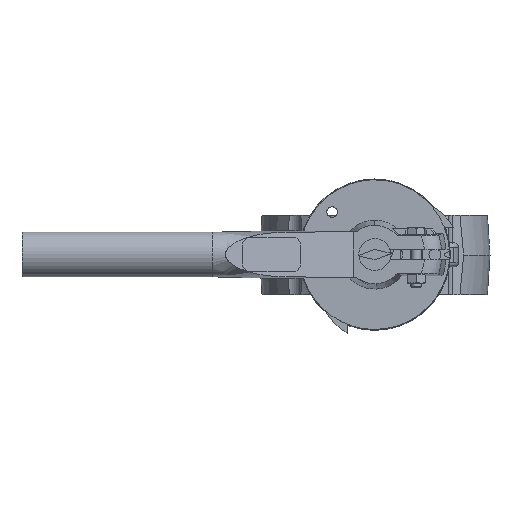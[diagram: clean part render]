
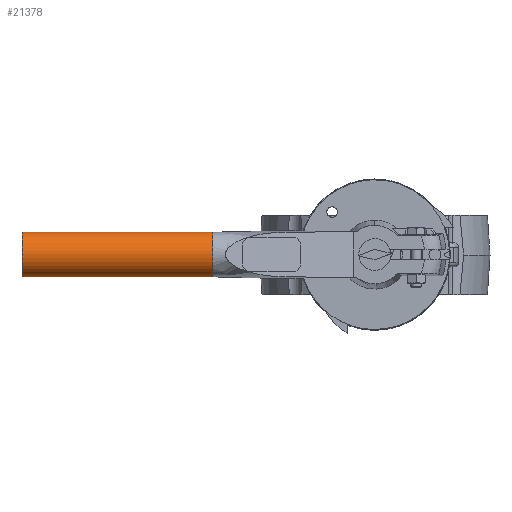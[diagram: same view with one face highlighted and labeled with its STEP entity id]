
A CAD part, top view. The second image highlights one B-rep face of the part: STEP entity #21378.
In plain terms, the highlighted cylindrical face has radius 13 mm (diameter 26 mm), a partial arc.
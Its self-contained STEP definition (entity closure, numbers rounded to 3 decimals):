
#21337=CARTESIAN_POINT('',(-62.377,0.,213.));
#21338=DIRECTION('',(-1.,-0.,0.));
#21339=DIRECTION('',(-0.,-1.,-0.));
#21340=AXIS2_PLACEMENT_3D('',#21337,#21338,#21339);
#21341=CYLINDRICAL_SURFACE('',#21340,13.);
#21342=CARTESIAN_POINT('',(-94.,-13.,213.));
#21343=VERTEX_POINT('',#21342);
#21344=CARTESIAN_POINT('',(-205.,-13.,213.));
#21345=VERTEX_POINT('',#21344);
#21346=CARTESIAN_POINT('',(-94.,-13.,213.));
#21347=DIRECTION('',(-1.,-0.,0.));
#21348=VECTOR('',#21347,111.);
#21349=LINE('',#21346,#21348);
#21350=EDGE_CURVE('',#21343,#21345,#21349,.T.);
#21351=ORIENTED_EDGE('',*,*,#21350,.F.);
#21352=CARTESIAN_POINT('',(-94.,13.,213.));
#21353=VERTEX_POINT('',#21352);
#21354=CARTESIAN_POINT('',(-94.,0.,213.));
#21355=DIRECTION('',(1.,0.,-0.));
#21356=DIRECTION('',(-0.,-1.,-0.));
#21357=AXIS2_PLACEMENT_3D('',#21354,#21355,#21356);
#21358=CIRCLE('',#21357,13.);
#21359=EDGE_CURVE('',#21353,#21343,#21358,.T.);
#21360=ORIENTED_EDGE('',*,*,#21359,.F.);
#21361=CARTESIAN_POINT('',(-205.,13.,213.));
#21362=VERTEX_POINT('',#21361);
#21363=CARTESIAN_POINT('',(-94.,13.,213.));
#21364=DIRECTION('',(-1.,-0.,0.));
#21365=VECTOR('',#21364,111.);
#21366=LINE('',#21363,#21365);
#21367=EDGE_CURVE('',#21353,#21362,#21366,.T.);
#21368=ORIENTED_EDGE('',*,*,#21367,.T.);
#21369=CARTESIAN_POINT('',(-205.,0.,213.));
#21370=DIRECTION('',(1.,0.,-0.));
#21371=DIRECTION('',(-0.,-1.,-0.));
#21372=AXIS2_PLACEMENT_3D('',#21369,#21370,#21371);
#21373=CIRCLE('',#21372,13.);
#21374=EDGE_CURVE('',#21362,#21345,#21373,.T.);
#21375=ORIENTED_EDGE('',*,*,#21374,.T.);
#21376=EDGE_LOOP('',(#21351,#21360,#21368,#21375));
#21377=FACE_BOUND('',#21376,.T.);
#21378=ADVANCED_FACE('',(#21377),#21341,.T.);
